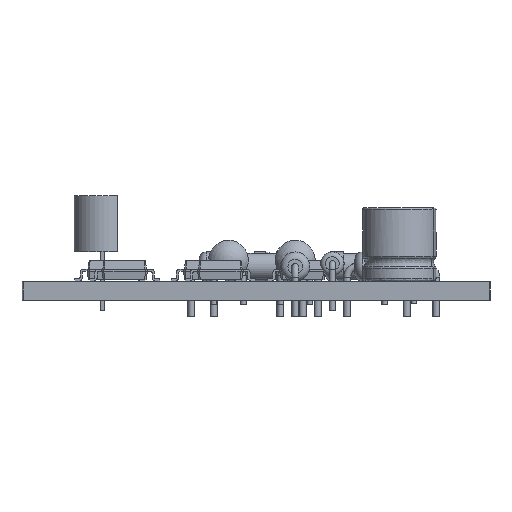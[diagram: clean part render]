
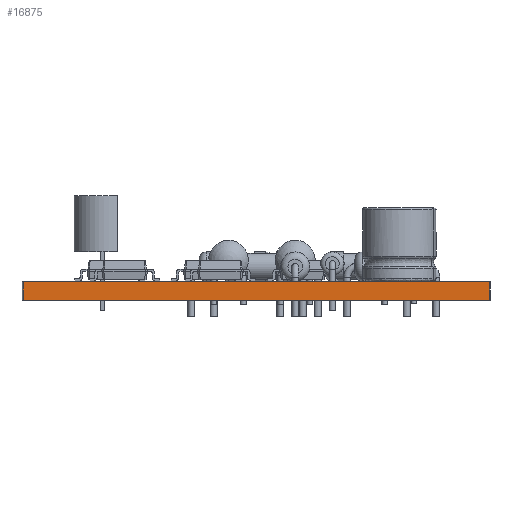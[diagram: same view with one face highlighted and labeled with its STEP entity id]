
A CAD part, front view. The second image highlights one B-rep face of the part: STEP entity #16875.
In plain terms, the highlighted planar face has unit normal (0.003, -1, 0).
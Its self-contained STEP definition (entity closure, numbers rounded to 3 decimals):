
#16819 = VERTEX_POINT('',#16820);
#16820 = CARTESIAN_POINT('',(184.26,-106.75,1.6));
#16826 = EDGE_CURVE('',#16827,#16819,#16829,.T.);
#16827 = VERTEX_POINT('',#16828);
#16828 = CARTESIAN_POINT('',(184.26,-106.75,0.));
#16829 = LINE('',#16830,#16831);
#16830 = CARTESIAN_POINT('',(184.26,-106.75,0.));
#16831 = VECTOR('',#16832,1.);
#16832 = DIRECTION('',(0.,0.,1.));
#16875 = ADVANCED_FACE('',(#16876),#16901,.T.);
#16876 = FACE_BOUND('',#16877,.T.);
#16877 = EDGE_LOOP('',(#16878,#16879,#16887,#16895));
#16878 = ORIENTED_EDGE('',*,*,#16826,.T.);
#16879 = ORIENTED_EDGE('',*,*,#16880,.T.);
#16880 = EDGE_CURVE('',#16819,#16881,#16883,.T.);
#16881 = VERTEX_POINT('',#16882);
#16882 = CARTESIAN_POINT('',(144.36,-106.86,1.6));
#16883 = LINE('',#16884,#16885);
#16884 = CARTESIAN_POINT('',(184.26,-106.75,1.6));
#16885 = VECTOR('',#16886,1.);
#16886 = DIRECTION('',(-1.,-0.003,0.));
#16887 = ORIENTED_EDGE('',*,*,#16888,.F.);
#16888 = EDGE_CURVE('',#16889,#16881,#16891,.T.);
#16889 = VERTEX_POINT('',#16890);
#16890 = CARTESIAN_POINT('',(144.36,-106.86,0.));
#16891 = LINE('',#16892,#16893);
#16892 = CARTESIAN_POINT('',(144.36,-106.86,0.));
#16893 = VECTOR('',#16894,1.);
#16894 = DIRECTION('',(0.,0.,1.));
#16895 = ORIENTED_EDGE('',*,*,#16896,.F.);
#16896 = EDGE_CURVE('',#16827,#16889,#16897,.T.);
#16897 = LINE('',#16898,#16899);
#16898 = CARTESIAN_POINT('',(184.26,-106.75,0.));
#16899 = VECTOR('',#16900,1.);
#16900 = DIRECTION('',(-1.,-0.003,0.));
#16901 = PLANE('',#16902);
#16902 = AXIS2_PLACEMENT_3D('',#16903,#16904,#16905);
#16903 = CARTESIAN_POINT('',(184.26,-106.75,0.));
#16904 = DIRECTION('',(0.003,-1.,0.));
#16905 = DIRECTION('',(-1.,-0.003,0.));
